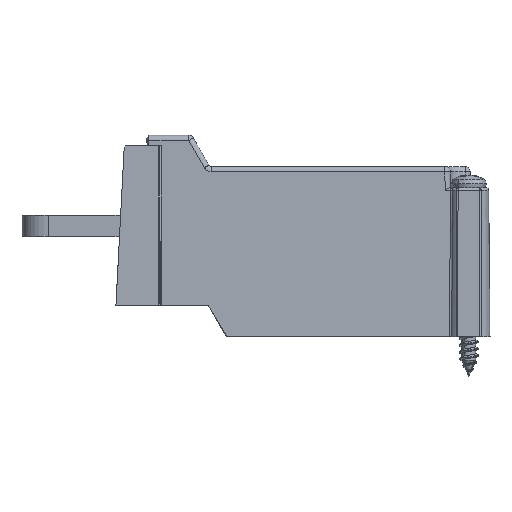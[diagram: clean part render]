
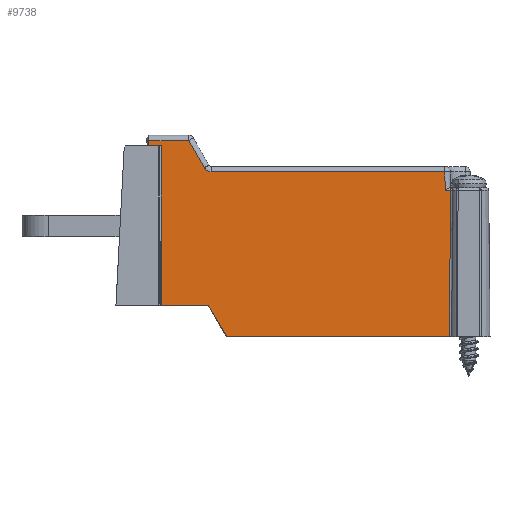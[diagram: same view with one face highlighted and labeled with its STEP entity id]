
A CAD part, top view. The second image highlights one B-rep face of the part: STEP entity #9738.
In plain terms, the highlighted planar face has unit normal (0, 0.009, 1).
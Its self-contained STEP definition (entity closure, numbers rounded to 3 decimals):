
#45 = FACE_OUTER_BOUND ( 'NONE', #1068, .T. ) ;
#135 = CARTESIAN_POINT ( 'NONE',  ( -49.001, 0.001, 16.648 ) ) ;
#275 = ORIENTED_EDGE ( 'NONE', *, *, #718, .T. ) ;
#343 = CARTESIAN_POINT ( 'NONE',  ( -49.01, 25.109, 16.429 ) ) ;
#481 = CARTESIAN_POINT ( 'NONE',  ( -3.574, 0.1, 16.647 ) ) ;
#531 = VERTEX_POINT ( 'NONE', #8328 ) ;
#646 = CARTESIAN_POINT ( 'NONE',  ( -3.601, -5.9, 16.699 ) ) ;
#684 = CARTESIAN_POINT ( 'NONE',  ( -48.913, -0.15, 16.649 ) ) ;
#718 = EDGE_CURVE ( 'NONE', #531, #5825, #2479, .T. ) ;
#788 = CARTESIAN_POINT ( 'NONE',  ( -4.5, 26.059, 16.42 ) ) ;
#855 = LINE ( 'NONE', #15033, #9710 ) ;
#1060 = DIRECTION ( 'NONE',  ( -1., 0., 0. ) ) ;
#1068 = EDGE_LOOP ( 'NONE', ( #5794, #15031, #8267, #5898, #11947, #3051, #10679, #14050, #10300, #10403, #275, #13801, #11489, #8694, #13941 ) ) ;
#1141 = CARTESIAN_POINT ( 'NONE',  ( -3.478, 21.604, 16.459 ) ) ;
#1285 = DIRECTION ( 'NONE',  ( -1., 0., 0. ) ) ;
#1412 = VECTOR ( 'NONE', #4473, 1000. ) ;
#1630 = CARTESIAN_POINT ( 'NONE',  ( -45.882, -5.4, 16.695 ) ) ;
#1789 = EDGE_CURVE ( 'NONE', #2627, #9225, #4899, .T. ) ;
#1993 = CARTESIAN_POINT ( 'NONE',  ( -57.915, 30., 16.386 ) ) ;
#2073 = DIRECTION ( 'NONE',  ( -0.009, 1., -0.009 ) ) ;
#2095 = VECTOR ( 'NONE', #1285, 1000. ) ;
#2361 = VERTEX_POINT ( 'NONE', #7869 ) ;
#2479 = LINE ( 'NONE', #8583, #2095 ) ;
#2589 = DIRECTION ( 'NONE',  ( 0., -1., 0.009 ) ) ;
#2624 = CARTESIAN_POINT ( 'NONE',  ( -53.019, 31.502, 16.373 ) ) ;
#2627 = VERTEX_POINT ( 'NONE', #1141 ) ;
#2735 = DIRECTION ( 'NONE',  ( 0.5, -0.866, 0.008 ) ) ;
#2830 = VERTEX_POINT ( 'NONE', #1993 ) ;
#2928 = DIRECTION ( 'NONE',  ( -0.052, -0.999, 0.009 ) ) ;
#3051 = ORIENTED_EDGE ( 'NONE', *, *, #13131, .T. ) ;
#3214 = EDGE_CURVE ( 'NONE', #15135, #2627, #7762, .T. ) ;
#3224 = CARTESIAN_POINT ( 'NONE',  ( -57.845, 0., 16.648 ) ) ;
#3245 = CARTESIAN_POINT ( 'NONE',  ( -45.016, -5.9, 16.699 ) ) ;
#3265 = CARTESIAN_POINT ( 'NONE',  ( -45.016, -5.9, 16.699 ) ) ;
#3407 = CARTESIAN_POINT ( 'NONE',  ( -60.3, 30., 16.386 ) ) ;
#3573 = DIRECTION ( 'NONE',  ( 0., 0.009, 1. ) ) ;
#3733 = CARTESIAN_POINT ( 'NONE',  ( -4.461, 21.604, 16.459 ) ) ;
#3862 = LINE ( 'NONE', #3224, #1412 ) ;
#3960 = VERTEX_POINT ( 'NONE', #3407 ) ;
#4212 = CARTESIAN_POINT ( 'NONE',  ( -49.063, 0., 16.648 ) ) ;
#4448 = CARTESIAN_POINT ( 'NONE',  ( -60.247, 31.009, 16.377 ) ) ;
#4473 = DIRECTION ( 'NONE',  ( 0.002, -1., 0.009 ) ) ;
#4634 =( BOUNDED_CURVE ( )  B_SPLINE_CURVE ( 3, ( #12924, #5785, #9441, #3245 ),
 .UNSPECIFIED., .F., .T. ) 
 B_SPLINE_CURVE_WITH_KNOTS ( ( 4, 4 ),
 ( 5.236, 6.283 ),
 .UNSPECIFIED. ) 
 CURVE ( )  GEOMETRIC_REPRESENTATION_ITEM ( )  RATIONAL_B_SPLINE_CURVE ( ( 1., 0.911, 0.911, 1. ) ) 
 REPRESENTATION_ITEM ( '' )  );
#4710 = VECTOR ( 'NONE', #6224, 1000. ) ;
#4716 = PLANE ( 'NONE',  #5567 ) ;
#4800 = CARTESIAN_POINT ( 'NONE',  ( -49.173, 0., 16.648 ) ) ;
#4899 = LINE ( 'NONE', #8820, #10162 ) ;
#5062 = CARTESIAN_POINT ( 'NONE',  ( -49.76, 25.859, 16.422 ) ) ;
#5360 = CARTESIAN_POINT ( 'NONE',  ( -3.534, 9.268, 16.567 ) ) ;
#5567 = AXIS2_PLACEMENT_3D ( 'NONE', #5910, #3573, #2589 ) ;
#5602 = VECTOR ( 'NONE', #2735, 1000. ) ;
#5785 = CARTESIAN_POINT ( 'NONE',  ( -45.699, -5.717, 16.698 ) ) ;
#5794 = ORIENTED_EDGE ( 'NONE', *, *, #10244, .F. ) ;
#5825 = VERTEX_POINT ( 'NONE', #13395 ) ;
#5834 = LINE ( 'NONE', #2624, #4710 ) ;
#5898 = ORIENTED_EDGE ( 'NONE', *, *, #7465, .T. ) ;
#5910 = CARTESIAN_POINT ( 'NONE',  ( 0.25, 26.1, 16.42 ) ) ;
#5944 = CARTESIAN_POINT ( 'NONE',  ( -60.195, 31.009, 16.377 ) ) ;
#6224 = DIRECTION ( 'NONE',  ( -0.5, 0.866, -0.008 ) ) ;
#6237 = CARTESIAN_POINT ( 'NONE',  ( -48.461, 25.109, 16.429 ) ) ;
#6411 = EDGE_CURVE ( 'NONE', #8075, #3960, #855, .T. ) ;
#6561 = EDGE_CURVE ( 'NONE', #7567, #15135, #8025, .T. ) ;
#6579 = CARTESIAN_POINT ( 'NONE',  ( -3.561, 3.1, 16.621 ) ) ;
#6771 = EDGE_CURVE ( 'NONE', #2361, #8075, #15029, .T. ) ;
#6860 =( BOUNDED_CURVE ( )  B_SPLINE_CURVE ( 3, ( #12589, #4212, #10246, #684 ),
 .UNSPECIFIED., .F., .T. ) 
 B_SPLINE_CURVE_WITH_KNOTS ( ( 4, 4 ),
 ( 0., 1.047 ),
 .UNSPECIFIED. ) 
 CURVE ( )  GEOMETRIC_REPRESENTATION_ITEM ( )  RATIONAL_B_SPLINE_CURVE ( ( 1., 0.911, 0.911, 1. ) ) 
 REPRESENTATION_ITEM ( '' )  );
#7049 = EDGE_CURVE ( 'NONE', #2830, #10755, #3862, .T. ) ;
#7465 = EDGE_CURVE ( 'NONE', #10231, #13813, #6860, .T. ) ;
#7567 = VERTEX_POINT ( 'NONE', #3265 ) ;
#7617 = EDGE_CURVE ( 'NONE', #9225, #531, #13306, .T. ) ;
#7719 = VECTOR ( 'NONE', #12833, 1000. ) ;
#7762 = B_SPLINE_CURVE_WITH_KNOTS ( 'NONE', 3,
 ( #646, #10156, #481, #6579, #5360, #13784, #15020 ),
 .UNSPECIFIED., .F., .F.,
 ( 4, 3, 4 ),
 ( 0., 0.009, 0.028 ),
 .UNSPECIFIED. ) ;
#7869 = CARTESIAN_POINT ( 'NONE',  ( -52.734, 31.009, 16.377 ) ) ;
#8015 = VERTEX_POINT ( 'NONE', #1630 ) ;
#8025 = LINE ( 'NONE', #15080, #8422 ) ;
#8075 = VERTEX_POINT ( 'NONE', #4448 ) ;
#8267 = ORIENTED_EDGE ( 'NONE', *, *, #12103, .T. ) ;
#8284 = EDGE_CURVE ( 'NONE', #13813, #8015, #10703, .T. ) ;
#8328 = CARTESIAN_POINT ( 'NONE',  ( -4.491, 25.109, 16.429 ) ) ;
#8422 = VECTOR ( 'NONE', #11510, 1000. ) ;
#8425 = DIRECTION ( 'NONE',  ( -1., 0., 0. ) ) ;
#8583 = CARTESIAN_POINT ( 'NONE',  ( -48.461, 25.109, 16.429 ) ) ;
#8694 = ORIENTED_EDGE ( 'NONE', *, *, #6771, .T. ) ;
#8820 = CARTESIAN_POINT ( 'NONE',  ( -4.465, 21.604, 16.459 ) ) ;
#8852 = VERTEX_POINT ( 'NONE', #5062 ) ;
#9090 = LINE ( 'NONE', #11819, #10378 ) ;
#9225 = VERTEX_POINT ( 'NONE', #3733 ) ;
#9441 = CARTESIAN_POINT ( 'NONE',  ( -45.382, -5.9, 16.699 ) ) ;
#9710 = VECTOR ( 'NONE', #2928, 1000. ) ;
#9738 = ADVANCED_FACE ( 'NONE', ( #45 ), #4716, .T. ) ;
#10027 = DIRECTION ( 'NONE',  ( -1., 0., 0. ) ) ;
#10156 = CARTESIAN_POINT ( 'NONE',  ( -3.587, -2.9, 16.673 ) ) ;
#10162 = VECTOR ( 'NONE', #10027, 1000. ) ;
#10231 = VERTEX_POINT ( 'NONE', #4800 ) ;
#10244 = EDGE_CURVE ( 'NONE', #2830, #3960, #9090, .T. ) ;
#10246 = CARTESIAN_POINT ( 'NONE',  ( -48.968, -0.055, 16.648 ) ) ;
#10300 = ORIENTED_EDGE ( 'NONE', *, *, #1789, .T. ) ;
#10378 = VECTOR ( 'NONE', #1060, 1000. ) ;
#10393 = CARTESIAN_POINT ( 'NONE',  ( -60.3, 0., 16.648 ) ) ;
#10403 = ORIENTED_EDGE ( 'NONE', *, *, #7617, .T. ) ;
#10477 = EDGE_CURVE ( 'NONE', #8852, #2361, #5834, .T. ) ;
#10679 = ORIENTED_EDGE ( 'NONE', *, *, #6561, .T. ) ;
#10703 = LINE ( 'NONE', #135, #5602 ) ;
#10755 = VERTEX_POINT ( 'NONE', #15067 ) ;
#11086 = CARTESIAN_POINT ( 'NONE',  ( -49.486, 25.383, 16.426 ) ) ;
#11439 = EDGE_CURVE ( 'NONE', #5825, #8852, #13959, .T. ) ;
#11489 = ORIENTED_EDGE ( 'NONE', *, *, #10477, .T. ) ;
#11510 = DIRECTION ( 'NONE',  ( 1., 0., 0. ) ) ;
#11587 = VECTOR ( 'NONE', #8425, 1000. ) ;
#11819 = CARTESIAN_POINT ( 'NONE',  ( -52.156, 30., 16.386 ) ) ;
#11947 = ORIENTED_EDGE ( 'NONE', *, *, #8284, .T. ) ;
#12103 = EDGE_CURVE ( 'NONE', #10755, #10231, #13592, .T. ) ;
#12589 = CARTESIAN_POINT ( 'NONE',  ( -49.173, 0., 16.648 ) ) ;
#12833 = DIRECTION ( 'NONE',  ( 1., 0., 0. ) ) ;
#12924 = CARTESIAN_POINT ( 'NONE',  ( -45.882, -5.4, 16.695 ) ) ;
#13131 = EDGE_CURVE ( 'NONE', #8015, #7567, #4634, .T. ) ;
#13306 = LINE ( 'NONE', #788, #15016 ) ;
#13395 = CARTESIAN_POINT ( 'NONE',  ( -48.461, 25.109, 16.429 ) ) ;
#13592 = LINE ( 'NONE', #10393, #7719 ) ;
#13685 = CARTESIAN_POINT ( 'NONE',  ( -3.601, -5.9, 16.699 ) ) ;
#13784 = CARTESIAN_POINT ( 'NONE',  ( -3.506, 15.436, 16.513 ) ) ;
#13801 = ORIENTED_EDGE ( 'NONE', *, *, #11439, .T. ) ;
#13813 = VERTEX_POINT ( 'NONE', #14970 ) ;
#13941 = ORIENTED_EDGE ( 'NONE', *, *, #6411, .T. ) ;
#13959 =( BOUNDED_CURVE ( )  B_SPLINE_CURVE ( 3, ( #6237, #343, #11086, #14829 ),
 .UNSPECIFIED., .F., .T. ) 
 B_SPLINE_CURVE_WITH_KNOTS ( ( 4, 4 ),
 ( 0., 1.047 ),
 .UNSPECIFIED. ) 
 CURVE ( )  GEOMETRIC_REPRESENTATION_ITEM ( )  RATIONAL_B_SPLINE_CURVE ( ( 1., 0.911, 0.911, 1. ) ) 
 REPRESENTATION_ITEM ( '' )  );
#14050 = ORIENTED_EDGE ( 'NONE', *, *, #3214, .T. ) ;
#14829 = CARTESIAN_POINT ( 'NONE',  ( -49.76, 25.859, 16.422 ) ) ;
#14970 = CARTESIAN_POINT ( 'NONE',  ( -48.913, -0.15, 16.649 ) ) ;
#15016 = VECTOR ( 'NONE', #2073, 1000. ) ;
#15020 = CARTESIAN_POINT ( 'NONE',  ( -3.478, 21.604, 16.459 ) ) ;
#15029 = LINE ( 'NONE', #5944, #11587 ) ;
#15031 = ORIENTED_EDGE ( 'NONE', *, *, #7049, .T. ) ;
#15033 = CARTESIAN_POINT ( 'NONE',  ( -60.3, 30., 16.386 ) ) ;
#15067 = CARTESIAN_POINT ( 'NONE',  ( -57.845, 0., 16.648 ) ) ;
#15080 = CARTESIAN_POINT ( 'NONE',  ( -49., -5.9, 16.699 ) ) ;
#15135 = VERTEX_POINT ( 'NONE', #13685 ) ;
